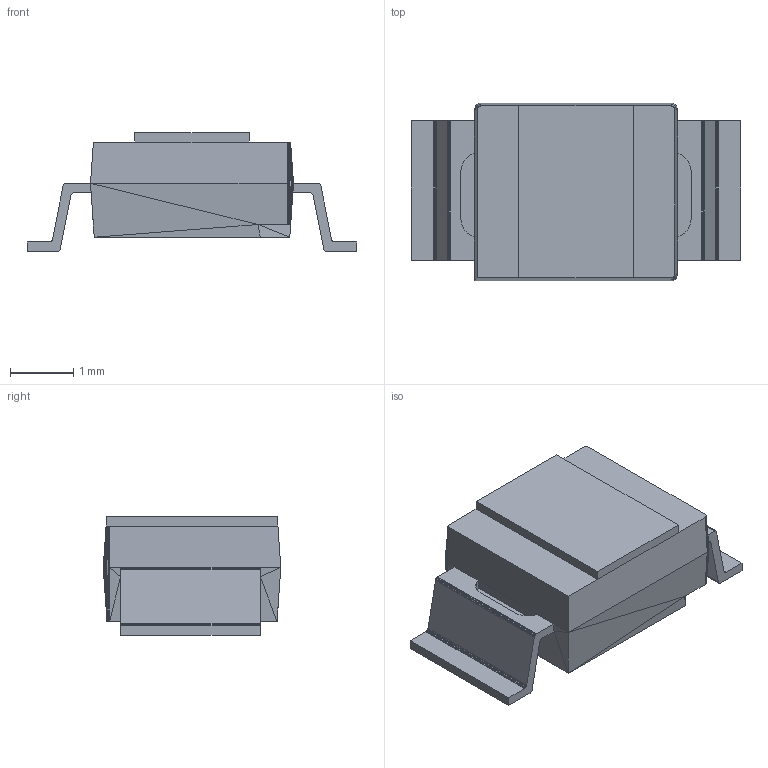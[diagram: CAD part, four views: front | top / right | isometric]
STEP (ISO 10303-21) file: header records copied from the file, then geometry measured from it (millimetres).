
FILE_DESCRIPTION(('FreeCAD Model'),'2;1');
FILE_NAME( 'SunLed_Inverse_02.step', '2018-11-29T13:14:53',('Author'),(''), 'Open CASCADE STEP processor 7.2','FreeCAD','Unknown');
FILE_SCHEMA(('AUTOMOTIVE_DESIGN { 1 0 10303 214 1 1 1 1 }'));
Length unit declared in the file: millimetre
Products named in the file (1): SunLed_Reverse_01002
Bounding box: 5.2 x 2.8 x 1.87 mm (x, y, z)
Surface area: 56 mm2 (no closed solid volume)
Topology: 0 solids, 1 shells, 266 faces, 588 edges, 325 vertices
Faces by surface type: plane 266
Entity records: 14330 total; most frequent: CARTESIAN_POINT 2595, DIRECTION 2059, LINE 1525, VECTOR 1525, ORIENTED_EDGE 1176, PCURVE 1176, DEFINITIONAL_REPRESENTATION 1176, EDGE_CURVE 588
